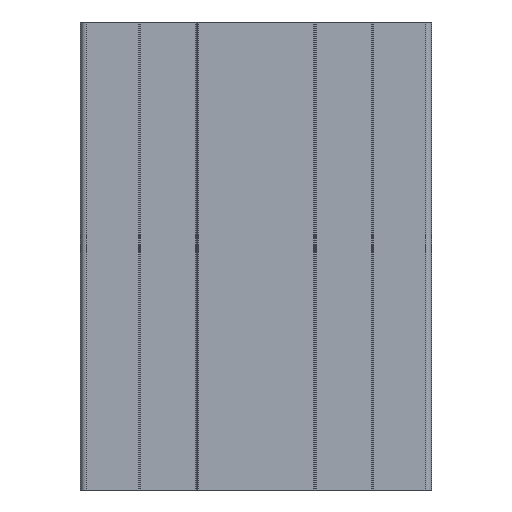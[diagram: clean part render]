
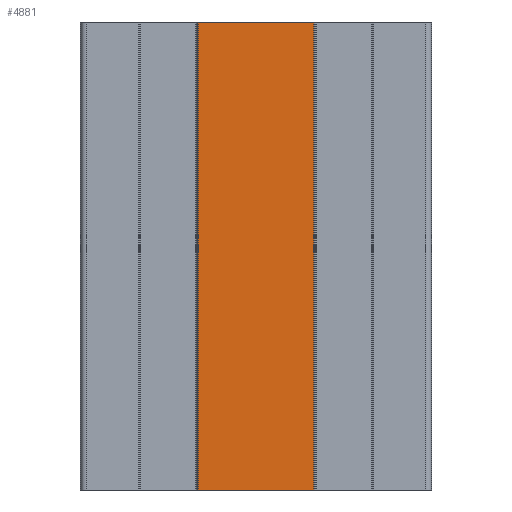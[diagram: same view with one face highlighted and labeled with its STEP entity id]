
A CAD part, front view. The second image highlights one B-rep face of the part: STEP entity #4881.
In plain terms, the highlighted planar face has unit normal (0, -1, 0).
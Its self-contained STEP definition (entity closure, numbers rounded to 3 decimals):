
#477=FACE_OUTER_BOUND('',#723,.T.);
#723=EDGE_LOOP('',(#3703,#3704,#3705,#3706));
#1141=LINE('',#7742,#1673);
#1142=LINE('',#7745,#1674);
#1143=LINE('',#7747,#1675);
#1144=LINE('',#7748,#1676);
#1673=VECTOR('',#6305,10.);
#1674=VECTOR('',#6308,10.);
#1675=VECTOR('',#6309,10.);
#1676=VECTOR('',#6310,10.);
#2195=VERTEX_POINT('',#7738);
#2196=VERTEX_POINT('',#7740);
#2197=VERTEX_POINT('',#7744);
#2198=VERTEX_POINT('',#7746);
#2827=EDGE_CURVE('',#2195,#2196,#1141,.T.);
#2828=EDGE_CURVE('',#2197,#2195,#1142,.T.);
#2829=EDGE_CURVE('',#2198,#2196,#1143,.T.);
#2830=EDGE_CURVE('',#2197,#2198,#1144,.T.);
#3703=ORIENTED_EDGE('',*,*,#2828,.T.);
#3704=ORIENTED_EDGE('',*,*,#2827,.T.);
#3705=ORIENTED_EDGE('',*,*,#2829,.F.);
#3706=ORIENTED_EDGE('',*,*,#2830,.F.);
#4668=PLANE('',#5281);
#4881=ADVANCED_FACE('',(#477),#4668,.T.);
#5281=AXIS2_PLACEMENT_3D('',#7743,#6306,#6307);
#6305=DIRECTION('',(0.,0.,1.));
#6306=DIRECTION('center_axis',(0.,-1.,0.));
#6307=DIRECTION('ref_axis',(1.,0.,0.));
#6308=DIRECTION('',(1.,0.,0.));
#6309=DIRECTION('',(1.,0.,0.));
#6310=DIRECTION('',(0.,0.,1.));
#7738=CARTESIAN_POINT('',(24.915,-45.,0.));
#7740=CARTESIAN_POINT('',(24.915,-45.,80.));
#7742=CARTESIAN_POINT('',(24.915,-45.,0.));
#7743=CARTESIAN_POINT('Origin',(5.1,-45.,0.));
#7744=CARTESIAN_POINT('',(5.1,-45.,0.));
#7745=CARTESIAN_POINT('',(5.1,-45.,0.));
#7746=CARTESIAN_POINT('',(5.1,-45.,80.));
#7747=CARTESIAN_POINT('',(5.1,-45.,80.));
#7748=CARTESIAN_POINT('',(5.1,-45.,0.));
